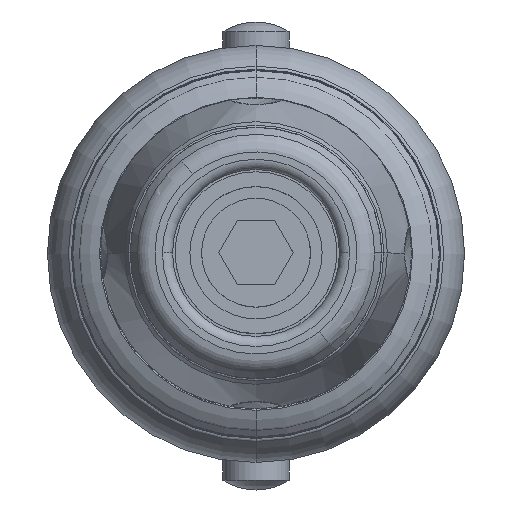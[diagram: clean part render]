
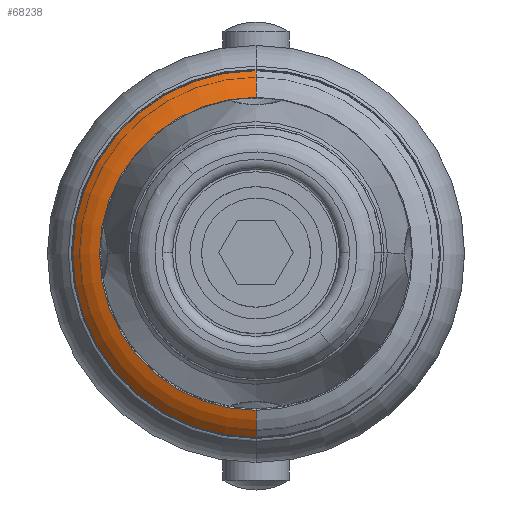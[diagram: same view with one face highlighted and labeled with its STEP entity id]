
A CAD part, top view. The second image highlights one B-rep face of the part: STEP entity #68238.
In plain terms, the highlighted toroidal (fillet/blend) face has major radius 13.726 mm and minor radius 6 mm.
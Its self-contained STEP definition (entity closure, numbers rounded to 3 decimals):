
#20839=CARTESIAN_POINT('',(0.,13.727,-5.703));
#20840=DIRECTION('',(1.,0.,0.));
#20841=DIRECTION('',(0.,0.713,0.701));
#20842=AXIS2_PLACEMENT_3D('',#20839,#20840,#20841);
#20844=CARTESIAN_POINT('',(0.,0.,0.065));
#20845=DIRECTION('',(0.,0.,-1.));
#20846=DIRECTION('',(0.,-1.,0.));
#20847=AXIS2_PLACEMENT_3D('',#20844,#20845,#20846);
#20849=CARTESIAN_POINT('',(0.,-13.727,-5.703));
#20850=DIRECTION('',(-1.,0.,0.));
#20851=DIRECTION('',(0.,-0.713,0.701));
#20852=AXIS2_PLACEMENT_3D('',#20849,#20850,#20851);
#20854=CARTESIAN_POINT('',(0.,0.,-1.499));
#20855=DIRECTION('',(0.,0.,1.));
#20856=DIRECTION('',(0.,1.,0.));
#20857=AXIS2_PLACEMENT_3D('',#20854,#20855,#20856);
#29851=CARTESIAN_POINT('',(0.,18.007,-1.499));
#29852=CARTESIAN_POINT('',(0.,-18.007,-1.499));
#29853=VERTEX_POINT('',#29851);
#29854=VERTEX_POINT('',#29852);
#29859=CARTESIAN_POINT('',(0.,15.378,0.065));
#29860=VERTEX_POINT('',#29859);
#29861=CARTESIAN_POINT('',(0.,-15.378,0.065));
#29862=VERTEX_POINT('',#29861);
#68224=CARTESIAN_POINT('',(0.,0.,-5.703));
#68225=DIRECTION('',(0.,0.,-1.));
#68226=DIRECTION('',(0.,-1.,0.));
#68227=AXIS2_PLACEMENT_3D('',#68224,#68225,#68226);
#68228=TOROIDAL_SURFACE('',#68227,13.727,6.);
#68230=ORIENTED_EDGE('',*,*,#68229,.T.);
#68232=ORIENTED_EDGE('',*,*,#68231,.F.);
#68234=ORIENTED_EDGE('',*,*,#68233,.F.);
#68235=ORIENTED_EDGE('',*,*,#68218,.F.);
#68236=EDGE_LOOP('',(#68230,#68232,#68234,#68235));
#68237=FACE_OUTER_BOUND('',#68236,.F.);
#68238=ADVANCED_FACE('',(#68237),#68228,.T.);
#20843=CIRCLE('',#20842,6.);
#20848=CIRCLE('',#20847,15.378);
#20853=CIRCLE('',#20852,6.);
#20858=CIRCLE('',#20857,18.007);
#68218=EDGE_CURVE('',#29853,#29854,#20858,.T.);
#68229=EDGE_CURVE('',#29853,#29860,#20843,.T.);
#68231=EDGE_CURVE('',#29862,#29860,#20848,.T.);
#68233=EDGE_CURVE('',#29854,#29862,#20853,.T.);
